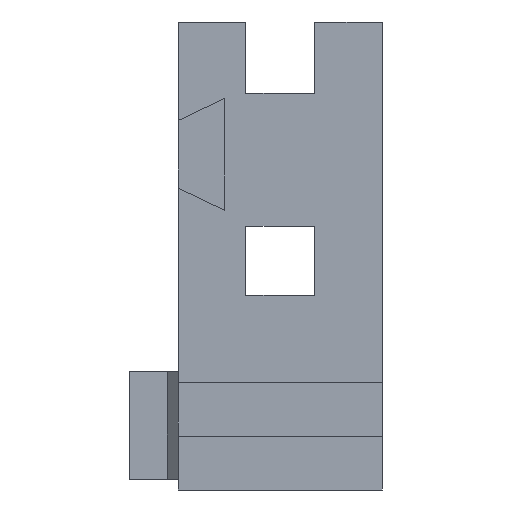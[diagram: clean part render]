
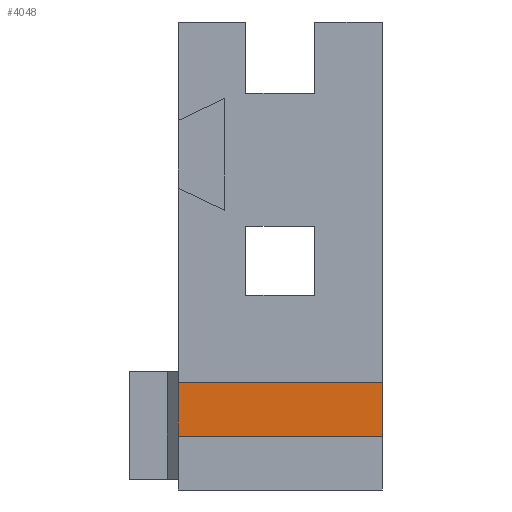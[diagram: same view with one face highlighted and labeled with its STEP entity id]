
A CAD part, left-side view. The second image highlights one B-rep face of the part: STEP entity #4048.
In plain terms, the highlighted planar face has unit normal (-1, 0, 0).
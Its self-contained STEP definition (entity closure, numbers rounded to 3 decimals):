
#100 = PLANE('',#101);
#101 = AXIS2_PLACEMENT_3D('',#102,#103,#104);
#102 = CARTESIAN_POINT('',(0.423,9.5,15.437));
#103 = DIRECTION('',(0.,1.,0.));
#104 = DIRECTION('',(0.,0.,1.));
#1038 = VERTEX_POINT('',#1039);
#1039 = CARTESIAN_POINT('',(-1.,9.5,-1.));
#1053 = PLANE('',#1054);
#1054 = AXIS2_PLACEMENT_3D('',#1055,#1056,#1057);
#1055 = CARTESIAN_POINT('',(0.,9.5,-1.));
#1056 = DIRECTION('',(0.,0.,-1.));
#1057 = DIRECTION('',(-1.,0.,0.));
#1065 = EDGE_CURVE('',#1038,#1066,#1068,.T.);
#1066 = VERTEX_POINT('',#1067);
#1067 = CARTESIAN_POINT('',(-1.,9.5,4.));
#1068 = SURFACE_CURVE('',#1069,(#1073,#1080),.PCURVE_S1.);
#1069 = LINE('',#1070,#1071);
#1070 = CARTESIAN_POINT('',(-1.,9.5,-1.));
#1071 = VECTOR('',#1072,1.);
#1072 = DIRECTION('',(0.,0.,1.));
#1073 = PCURVE('',#100,#1074);
#1074 = DEFINITIONAL_REPRESENTATION('',(#1075),#1079);
#1075 = LINE('',#1076,#1077);
#1076 = CARTESIAN_POINT('',(-16.437,-1.423));
#1077 = VECTOR('',#1078,1.);
#1078 = DIRECTION('',(1.,0.));
#1079 = ( GEOMETRIC_REPRESENTATION_CONTEXT(2) 
PARAMETRIC_REPRESENTATION_CONTEXT() REPRESENTATION_CONTEXT('2D SPACE',''
  ) );
#1080 = PCURVE('',#1081,#1086);
#1081 = PLANE('',#1082);
#1082 = AXIS2_PLACEMENT_3D('',#1083,#1084,#1085);
#1083 = CARTESIAN_POINT('',(-1.,9.5,-1.));
#1084 = DIRECTION('',(-1.,0.,0.));
#1085 = DIRECTION('',(0.,0.,1.));
#1086 = DEFINITIONAL_REPRESENTATION('',(#1087),#1091);
#1087 = LINE('',#1088,#1089);
#1088 = CARTESIAN_POINT('',(0.,0.));
#1089 = VECTOR('',#1090,1.);
#1090 = DIRECTION('',(1.,0.));
#1091 = ( GEOMETRIC_REPRESENTATION_CONTEXT(2) 
PARAMETRIC_REPRESENTATION_CONTEXT() REPRESENTATION_CONTEXT('2D SPACE',''
  ) );
#1109 = PLANE('',#1110);
#1110 = AXIS2_PLACEMENT_3D('',#1111,#1112,#1113);
#1111 = CARTESIAN_POINT('',(-1.,9.5,4.));
#1112 = DIRECTION('',(0.,0.,1.));
#1113 = DIRECTION('',(1.,0.,0.));
#1344 = PLANE('',#1345);
#1345 = AXIS2_PLACEMENT_3D('',#1346,#1347,#1348);
#1346 = CARTESIAN_POINT('',(0.423,-9.5,15.437));
#1347 = DIRECTION('',(0.,1.,0.));
#1348 = DIRECTION('',(0.,0.,1.));
#4005 = VERTEX_POINT('',#4006);
#4006 = CARTESIAN_POINT('',(-1.,-9.5,-1.));
#4027 = EDGE_CURVE('',#1038,#4005,#4028,.T.);
#4028 = SURFACE_CURVE('',#4029,(#4033,#4040),.PCURVE_S1.);
#4029 = LINE('',#4030,#4031);
#4030 = CARTESIAN_POINT('',(-1.,9.5,-1.));
#4031 = VECTOR('',#4032,1.);
#4032 = DIRECTION('',(0.,-1.,0.));
#4033 = PCURVE('',#1053,#4034);
#4034 = DEFINITIONAL_REPRESENTATION('',(#4035),#4039);
#4035 = LINE('',#4036,#4037);
#4036 = CARTESIAN_POINT('',(1.,0.));
#4037 = VECTOR('',#4038,1.);
#4038 = DIRECTION('',(-0.,-1.));
#4039 = ( GEOMETRIC_REPRESENTATION_CONTEXT(2) 
PARAMETRIC_REPRESENTATION_CONTEXT() REPRESENTATION_CONTEXT('2D SPACE',''
  ) );
#4040 = PCURVE('',#1081,#4041);
#4041 = DEFINITIONAL_REPRESENTATION('',(#4042),#4046);
#4042 = LINE('',#4043,#4044);
#4043 = CARTESIAN_POINT('',(0.,0.));
#4044 = VECTOR('',#4045,1.);
#4045 = DIRECTION('',(0.,-1.));
#4046 = ( GEOMETRIC_REPRESENTATION_CONTEXT(2) 
PARAMETRIC_REPRESENTATION_CONTEXT() REPRESENTATION_CONTEXT('2D SPACE',''
  ) );
#4048 = ADVANCED_FACE('',(#4049),#1081,.T.);
#4049 = FACE_BOUND('',#4050,.T.);
#4050 = EDGE_LOOP('',(#4051,#4052,#4075,#4096));
#4051 = ORIENTED_EDGE('',*,*,#4027,.T.);
#4052 = ORIENTED_EDGE('',*,*,#4053,.T.);
#4053 = EDGE_CURVE('',#4005,#4054,#4056,.T.);
#4054 = VERTEX_POINT('',#4055);
#4055 = CARTESIAN_POINT('',(-1.,-9.5,4.));
#4056 = SURFACE_CURVE('',#4057,(#4061,#4068),.PCURVE_S1.);
#4057 = LINE('',#4058,#4059);
#4058 = CARTESIAN_POINT('',(-1.,-9.5,-1.));
#4059 = VECTOR('',#4060,1.);
#4060 = DIRECTION('',(0.,0.,1.));
#4061 = PCURVE('',#1081,#4062);
#4062 = DEFINITIONAL_REPRESENTATION('',(#4063),#4067);
#4063 = LINE('',#4064,#4065);
#4064 = CARTESIAN_POINT('',(0.,-19.));
#4065 = VECTOR('',#4066,1.);
#4066 = DIRECTION('',(1.,0.));
#4067 = ( GEOMETRIC_REPRESENTATION_CONTEXT(2) 
PARAMETRIC_REPRESENTATION_CONTEXT() REPRESENTATION_CONTEXT('2D SPACE',''
  ) );
#4068 = PCURVE('',#1344,#4069);
#4069 = DEFINITIONAL_REPRESENTATION('',(#4070),#4074);
#4070 = LINE('',#4071,#4072);
#4071 = CARTESIAN_POINT('',(-16.437,-1.423));
#4072 = VECTOR('',#4073,1.);
#4073 = DIRECTION('',(1.,0.));
#4074 = ( GEOMETRIC_REPRESENTATION_CONTEXT(2) 
PARAMETRIC_REPRESENTATION_CONTEXT() REPRESENTATION_CONTEXT('2D SPACE',''
  ) );
#4075 = ORIENTED_EDGE('',*,*,#4076,.F.);
#4076 = EDGE_CURVE('',#1066,#4054,#4077,.T.);
#4077 = SURFACE_CURVE('',#4078,(#4082,#4089),.PCURVE_S1.);
#4078 = LINE('',#4079,#4080);
#4079 = CARTESIAN_POINT('',(-1.,9.5,4.));
#4080 = VECTOR('',#4081,1.);
#4081 = DIRECTION('',(0.,-1.,0.));
#4082 = PCURVE('',#1081,#4083);
#4083 = DEFINITIONAL_REPRESENTATION('',(#4084),#4088);
#4084 = LINE('',#4085,#4086);
#4085 = CARTESIAN_POINT('',(5.,0.));
#4086 = VECTOR('',#4087,1.);
#4087 = DIRECTION('',(0.,-1.));
#4088 = ( GEOMETRIC_REPRESENTATION_CONTEXT(2) 
PARAMETRIC_REPRESENTATION_CONTEXT() REPRESENTATION_CONTEXT('2D SPACE',''
  ) );
#4089 = PCURVE('',#1109,#4090);
#4090 = DEFINITIONAL_REPRESENTATION('',(#4091),#4095);
#4091 = LINE('',#4092,#4093);
#4092 = CARTESIAN_POINT('',(0.,0.));
#4093 = VECTOR('',#4094,1.);
#4094 = DIRECTION('',(0.,-1.));
#4095 = ( GEOMETRIC_REPRESENTATION_CONTEXT(2) 
PARAMETRIC_REPRESENTATION_CONTEXT() REPRESENTATION_CONTEXT('2D SPACE',''
  ) );
#4096 = ORIENTED_EDGE('',*,*,#1065,.F.);
